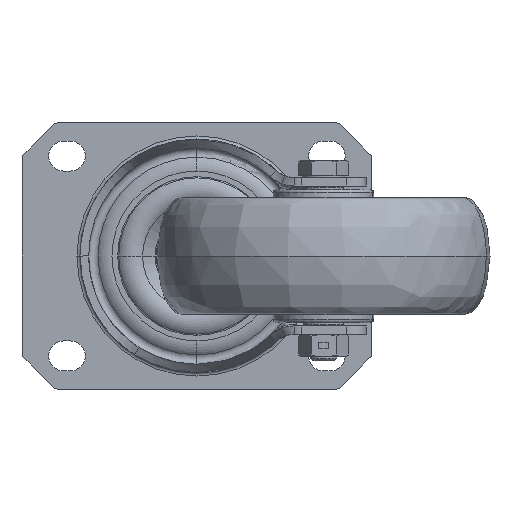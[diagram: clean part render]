
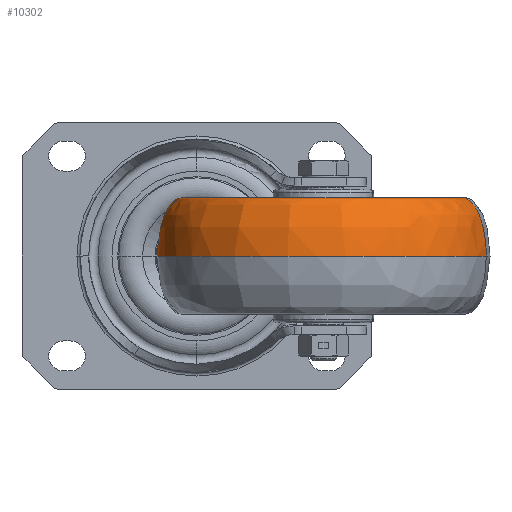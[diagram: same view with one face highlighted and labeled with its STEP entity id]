
A CAD part, front view. The second image highlights one B-rep face of the part: STEP entity #10302.
In plain terms, the highlighted free-form (B-spline) face has degree [3, 3] with [4, 4] control points.
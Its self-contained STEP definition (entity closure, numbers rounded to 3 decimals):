
#708 = CARTESIAN_POINT ( 'NONE',  ( -10.848, -64.327, 0. ) ) ;
#875 = DIRECTION ( 'NONE',  ( 0., 0., 1. ) ) ;
#1465 = CARTESIAN_POINT ( 'NONE',  ( -10.848, -64.327, 10.251 ) ) ;
#1471 = CARTESIAN_POINT ( 'NONE',  ( 79.52, -84.072, 17.5 ) ) ;
#2012 = AXIS2_PLACEMENT_3D ( 'NONE', #18091, #20139, #3438 ) ;
#2319 = CIRCLE ( 'NONE', #3095, 42.5 ) ;
#2812 = CARTESIAN_POINT ( 'NONE',  ( -3.52, -65.928, 17.5 ) ) ;
#3030 = CARTESIAN_POINT ( 'NONE',  ( 65.502, -183.368, 0. ) ) ;
#3095 = AXIS2_PLACEMENT_3D ( 'NONE', #16180, #875, #8302 ) ;
#3438 = DIRECTION ( 'NONE',  ( -0.977, 0.213, 0. ) ) ;
#4729 = EDGE_LOOP ( 'NONE', ( #21853, #19823, #20857, #4751 ) ) ;
#4751 = ORIENTED_EDGE ( 'NONE', *, *, #19727, .F. ) ;
#4773 = CARTESIAN_POINT ( 'NONE',  ( 79.52, -84.072, 17.5 ) ) ;
#4791 = CARTESIAN_POINT ( 'NONE',  ( -7.813, -64.99, 17.5 ) ) ;
#4905 = VERTEX_POINT ( 'NONE', #708 ) ;
#5002 = CARTESIAN_POINT ( 'NONE',  ( 86.848, -85.673, 0. ) ) ;
#5343 = CARTESIAN_POINT ( 'NONE',  ( -3.52, -65.928, 17.5 ) ) ;
#5610 = CARTESIAN_POINT ( 'NONE',  ( 83.813, -85.01, 17.5 ) ) ;
#6135 =( BOUNDED_CURVE ( )  B_SPLINE_CURVE ( 3, ( #16205, #17929, #4791, #2812 ),
 .UNSPECIFIED., .F., .F. ) 
 B_SPLINE_CURVE_WITH_KNOTS ( ( 4, 4 ),
 ( 1.571, 3.142 ),
 .UNSPECIFIED. ) 
 CURVE ( )  GEOMETRIC_REPRESENTATION_ITEM ( )  RATIONAL_B_SPLINE_CURVE ( ( 1., 0.805, 0.805, 1. ) ) 
 REPRESENTATION_ITEM ( '' )  );
#6483 = CARTESIAN_POINT ( 'NONE',  ( 79.52, -84.072, 17.5 ) ) ;
#6587 = CARTESIAN_POINT ( 'NONE',  ( 83.813, -85.01, 17.5 ) ) ;
#7067 = CARTESIAN_POINT ( 'NONE',  ( 65.502, -183.368, 10.251 ) ) ;
#8302 = DIRECTION ( 'NONE',  ( 0.977, -0.213, 0. ) ) ;
#8541 = CARTESIAN_POINT ( 'NONE',  ( -32.194, -162.022, 0. ) ) ;
#8878 = CARTESIAN_POINT ( 'NONE',  ( -32.194, -162.022, 10.251 ) ) ;
#9260 = CARTESIAN_POINT ( 'NONE',  ( 86.848, -85.673, 10.251 ) ) ;
#9413 = CIRCLE ( 'NONE', #2012, 50. ) ;
#9699 =( BOUNDED_SURFACE ( )  B_SPLINE_SURFACE ( 3, 3, ( 
 ( #18148, #8541, #3030, #5002 ),
 ( #1465, #8878, #7067, #15833 ),
 ( #14508, #23476, #18030, #6587 ),
 ( #12454, #21421, #14041, #4773 ) ),
 .UNSPECIFIED., .F., .F., .F. ) 
 B_SPLINE_SURFACE_WITH_KNOTS ( ( 4, 4 ),
 ( 4, 4 ),
 ( 0., 1. ),
 ( 0., 1. ),
 .UNSPECIFIED. ) 
 GEOMETRIC_REPRESENTATION_ITEM ( )  RATIONAL_B_SPLINE_SURFACE ( (
 ( 1., 0.333, 0.333, 1.),
 ( 0.805, 0.268, 0.268, 0.805),
 ( 0.805, 0.268, 0.268, 0.805),
 ( 1., 0.333, 0.333, 1.) ) ) 
 REPRESENTATION_ITEM ( '' )  SURFACE ( )  );
#10164 = VERTEX_POINT ( 'NONE', #6483 ) ;
#10302 = ADVANCED_FACE ( 'NONE', ( #21548 ), #9699, .F. ) ;
#11002 = CARTESIAN_POINT ( 'NONE',  ( 86.848, -85.673, 0. ) ) ;
#12454 = CARTESIAN_POINT ( 'NONE',  ( -3.52, -65.928, 17.5 ) ) ;
#12859 = EDGE_CURVE ( 'NONE', #18110, #10164, #2319, .T. ) ;
#13002 =( BOUNDED_CURVE ( )  B_SPLINE_CURVE ( 3, ( #1471, #5610, #9260, #11002 ),
 .UNSPECIFIED., .F., .F. ) 
 B_SPLINE_CURVE_WITH_KNOTS ( ( 4, 4 ),
 ( 3.142, 4.712 ),
 .UNSPECIFIED. ) 
 CURVE ( )  GEOMETRIC_REPRESENTATION_ITEM ( )  RATIONAL_B_SPLINE_CURVE ( ( 1., 0.805, 0.805, 1. ) ) 
 REPRESENTATION_ITEM ( '' )  );
#14036 = EDGE_CURVE ( 'NONE', #4905, #18110, #6135, .T. ) ;
#14041 = CARTESIAN_POINT ( 'NONE',  ( 61.376, -167.113, 17.5 ) ) ;
#14508 = CARTESIAN_POINT ( 'NONE',  ( -7.813, -64.99, 17.5 ) ) ;
#15833 = CARTESIAN_POINT ( 'NONE',  ( 86.848, -85.673, 10.251 ) ) ;
#16180 = CARTESIAN_POINT ( 'NONE',  ( 38., -75., 17.5 ) ) ;
#16205 = CARTESIAN_POINT ( 'NONE',  ( -10.848, -64.327, 0. ) ) ;
#17271 = VERTEX_POINT ( 'NONE', #19513 ) ;
#17856 = EDGE_CURVE ( 'NONE', #10164, #17271, #13002, .T. ) ;
#17929 = CARTESIAN_POINT ( 'NONE',  ( -10.848, -64.327, 10.251 ) ) ;
#18030 = CARTESIAN_POINT ( 'NONE',  ( 63.793, -176.635, 17.5 ) ) ;
#18091 = CARTESIAN_POINT ( 'NONE',  ( 38., -75., 0. ) ) ;
#18110 = VERTEX_POINT ( 'NONE', #5343 ) ;
#18148 = CARTESIAN_POINT ( 'NONE',  ( -10.848, -64.327, 0. ) ) ;
#19513 = CARTESIAN_POINT ( 'NONE',  ( 86.848, -85.673, 0. ) ) ;
#19727 = EDGE_CURVE ( 'NONE', #17271, #4905, #9413, .T. ) ;
#19823 = ORIENTED_EDGE ( 'NONE', *, *, #12859, .F. ) ;
#20139 = DIRECTION ( 'NONE',  ( 0., 0., -1. ) ) ;
#20857 = ORIENTED_EDGE ( 'NONE', *, *, #14036, .F. ) ;
#21421 = CARTESIAN_POINT ( 'NONE',  ( -21.665, -148.969, 17.5 ) ) ;
#21548 = FACE_OUTER_BOUND ( 'NONE', #4729, .T. ) ;
#21853 = ORIENTED_EDGE ( 'NONE', *, *, #17856, .F. ) ;
#23476 = CARTESIAN_POINT ( 'NONE',  ( -27.832, -156.615, 17.5 ) ) ;
